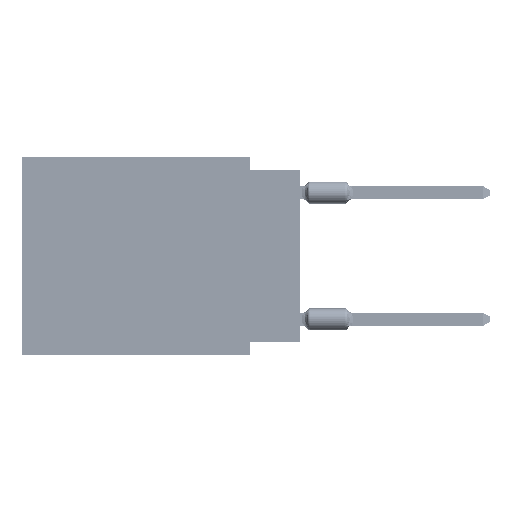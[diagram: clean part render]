
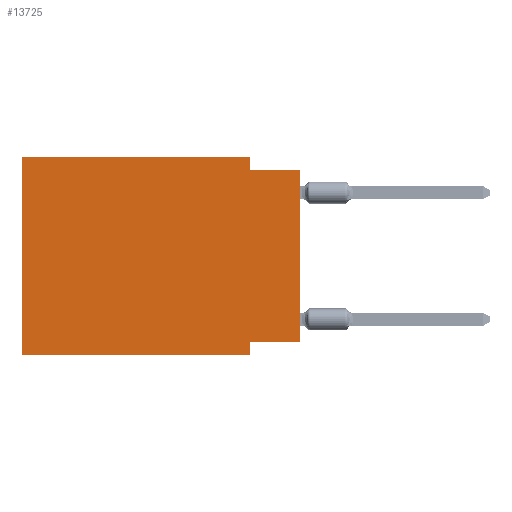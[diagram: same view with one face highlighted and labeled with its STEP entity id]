
A CAD part, left-side view. The second image highlights one B-rep face of the part: STEP entity #13725.
In plain terms, the highlighted planar face has unit normal (-1, 0, 0).
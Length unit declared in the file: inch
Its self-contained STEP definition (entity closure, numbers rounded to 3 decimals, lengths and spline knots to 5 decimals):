
#628 = VECTOR ( 'NONE', #9973, 39.37008 ) ;
#677 = CARTESIAN_POINT ( 'NONE',  ( 0., 0.1, 0. ) ) ;
#3559 = VECTOR ( 'NONE', #3628, 39.37008 ) ;
#3628 = DIRECTION ( 'NONE',  ( 0., 0., -1. ) ) ;
#5573 = ORIENTED_EDGE ( 'NONE', *, *, #59090, .F. ) ;
#7743 = VERTEX_POINT ( 'NONE', #29731 ) ;
#8621 = CARTESIAN_POINT ( 'NONE',  ( 0., 0.55, 0. ) ) ;
#8811 = DIRECTION ( 'NONE',  ( 0., 1., 0. ) ) ;
#9502 = CARTESIAN_POINT ( 'NONE',  ( 0., 0.1, 0. ) ) ;
#9755 = EDGE_CURVE ( 'NONE', #27857, #45994, #76286, .T. ) ;
#9973 = DIRECTION ( 'NONE',  ( 0., 0., 1. ) ) ;
#10584 = DIRECTION ( 'NONE',  ( 0., -1., 0. ) ) ;
#10854 = DIRECTION ( 'NONE',  ( 0., 0., 1. ) ) ;
#13725 = ADVANCED_FACE ( 'NONE', ( #52419 ), #64002, .F. ) ;
#19700 = CARTESIAN_POINT ( 'NONE',  ( 0., 0.55, 0. ) ) ;
#23893 = CARTESIAN_POINT ( 'NONE',  ( 0., 0.55, -0.39 ) ) ;
#24035 = EDGE_CURVE ( 'NONE', #45994, #7743, #34301, .T. ) ;
#25647 = ORIENTED_EDGE ( 'NONE', *, *, #43076, .T. ) ;
#26175 = ORIENTED_EDGE ( 'NONE', *, *, #61408, .F. ) ;
#27857 = VERTEX_POINT ( 'NONE', #72570 ) ;
#29179 = CARTESIAN_POINT ( 'NONE',  ( 0., 0., -0.025 ) ) ;
#29731 = CARTESIAN_POINT ( 'NONE',  ( 0., 0.1, -0.025 ) ) ;
#30241 = VECTOR ( 'NONE', #60309, 39.37008 ) ;
#31163 = VECTOR ( 'NONE', #43307, 39.37008 ) ;
#32968 = ORIENTED_EDGE ( 'NONE', *, *, #46985, .T. ) ;
#34301 = LINE ( 'NONE', #9502, #30241 ) ;
#38744 = VECTOR ( 'NONE', #8811, 39.37008 ) ;
#38903 = ORIENTED_EDGE ( 'NONE', *, *, #24035, .F. ) ;
#40018 = DIRECTION ( 'NONE',  ( 0., 0., -1. ) ) ;
#40560 = LINE ( 'NONE', #65742, #628 ) ;
#40564 = VECTOR ( 'NONE', #10584, 39.37008 ) ;
#41161 = ORIENTED_EDGE ( 'NONE', *, *, #73549, .F. ) ;
#42964 = VERTEX_POINT ( 'NONE', #73682 ) ;
#43076 = EDGE_CURVE ( 'NONE', #74684, #46391, #40560, .T. ) ;
#43307 = DIRECTION ( 'NONE',  ( 0., -1., 0. ) ) ;
#43716 = LINE ( 'NONE', #23893, #31163 ) ;
#45763 = CARTESIAN_POINT ( 'NONE',  ( 0., 0.1, -0.39 ) ) ;
#45994 = VERTEX_POINT ( 'NONE', #677 ) ;
#46030 = VECTOR ( 'NONE', #10854, 39.37008 ) ;
#46171 = ORIENTED_EDGE ( 'NONE', *, *, #51204, .F. ) ;
#46233 = DIRECTION ( 'NONE',  ( 1., 0., 0. ) ) ;
#46391 = VERTEX_POINT ( 'NONE', #64562 ) ;
#46985 = EDGE_CURVE ( 'NONE', #42964, #75493, #43716, .T. ) ;
#48296 = EDGE_LOOP ( 'NONE', ( #25647, #41161, #38903, #67635, #26175, #32968, #5573, #46171 ) ) ;
#48887 = LINE ( 'NONE', #67440, #46030 ) ;
#51204 = EDGE_CURVE ( 'NONE', #74684, #60050, #53423, .T. ) ;
#52419 = FACE_OUTER_BOUND ( 'NONE', #48296, .T. ) ;
#53423 = LINE ( 'NONE', #73203, #38744 ) ;
#59090 = EDGE_CURVE ( 'NONE', #60050, #75493, #78003, .T. ) ;
#60050 = VERTEX_POINT ( 'NONE', #72803 ) ;
#60309 = DIRECTION ( 'NONE',  ( 0., 0., -1. ) ) ;
#61408 = EDGE_CURVE ( 'NONE', #42964, #27857, #48887, .T. ) ;
#62960 = VECTOR ( 'NONE', #70078, 39.37008 ) ;
#64002 = PLANE ( 'NONE',  #79027 ) ;
#64562 = CARTESIAN_POINT ( 'NONE',  ( 0., 0., -0.025 ) ) ;
#65742 = CARTESIAN_POINT ( 'NONE',  ( 0., 0., 0. ) ) ;
#67440 = CARTESIAN_POINT ( 'NONE',  ( 0., 0.55, 0. ) ) ;
#67635 = ORIENTED_EDGE ( 'NONE', *, *, #9755, .F. ) ;
#70078 = DIRECTION ( 'NONE',  ( 0., -1., 0. ) ) ;
#72193 = CARTESIAN_POINT ( 'NONE',  ( 0., 0.1, -0.39 ) ) ;
#72570 = CARTESIAN_POINT ( 'NONE',  ( 0., 0.55, 0. ) ) ;
#72803 = CARTESIAN_POINT ( 'NONE',  ( 0., 0.1, -0.365 ) ) ;
#73203 = CARTESIAN_POINT ( 'NONE',  ( 0., 0., -0.365 ) ) ;
#73549 = EDGE_CURVE ( 'NONE', #7743, #46391, #79183, .T. ) ;
#73682 = CARTESIAN_POINT ( 'NONE',  ( 0., 0.55, -0.39 ) ) ;
#74684 = VERTEX_POINT ( 'NONE', #77027 ) ;
#75493 = VERTEX_POINT ( 'NONE', #45763 ) ;
#76286 = LINE ( 'NONE', #19700, #62960 ) ;
#77027 = CARTESIAN_POINT ( 'NONE',  ( 0., 0., -0.365 ) ) ;
#78003 = LINE ( 'NONE', #72193, #3559 ) ;
#79027 = AXIS2_PLACEMENT_3D ( 'NONE', #8621, #46233, #40018 ) ;
#79183 = LINE ( 'NONE', #29179, #40564 ) ;
